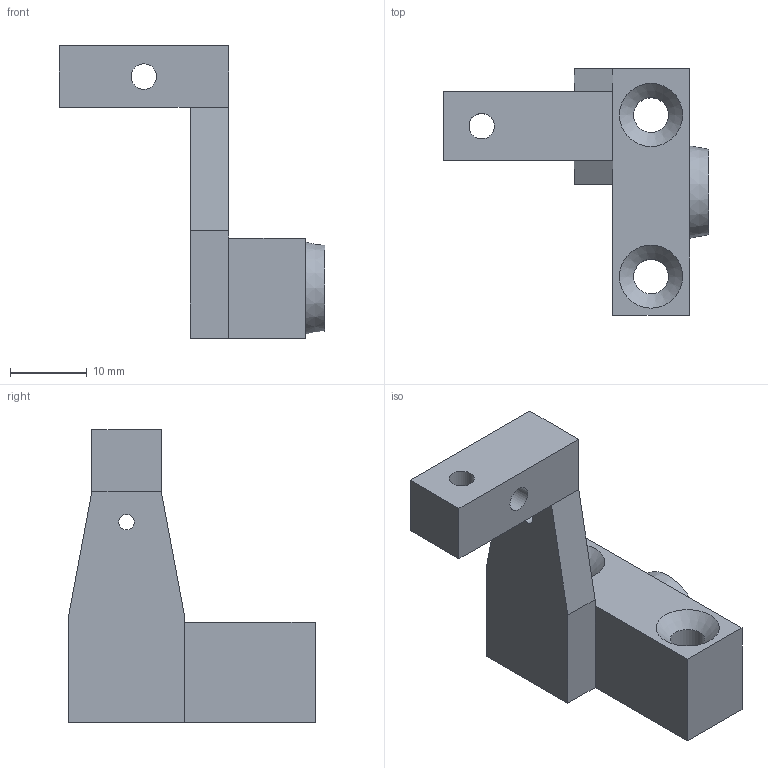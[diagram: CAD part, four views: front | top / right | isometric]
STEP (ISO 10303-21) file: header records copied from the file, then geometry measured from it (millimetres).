
FILE_DESCRIPTION(/* description */ (''),/* implementation_level */ '2;1');
FILE_NAME(/* name */ '05-01-UpperGert v5.step',/* time_stamp */ '2024-05-12T18:29:39+02:00',/* author */ (''),/* organization */ (''),/* preprocessor_version */ 'ST-DEVELOPER v20',/* originating_system */ 'Autodesk Translation Framework v12.14.0.127',/* authorisation */ '');
FILE_SCHEMA (('AUTOMOTIVE_DESIGN { 1 0 10303 214 3 1 1 }'));
Length unit declared in the file: millimetre
Products named in the file (1): 05-01-UpperGerät
Bounding box: 34.5 x 32 x 38 mm (x, y, z)
Volume: 7294.7 mm3; surface area: 4000 mm2
Topology: 1 solids, 1 shells, 27 faces, 64 edges, 41 vertices
Faces by surface type: plane 18, cylinder 6, cone 3
Full cylindrical faces by diameter (mm): 2 x1, 3.3 x3, 4.5 x2
Entity records: 827 total; most frequent: DIRECTION 136, CARTESIAN_POINT 133, ORIENTED_EDGE 128, EDGE_CURVE 64, LINE 48, VECTOR 48, AXIS2_PLACEMENT_3D 44, VERTEX_POINT 41
